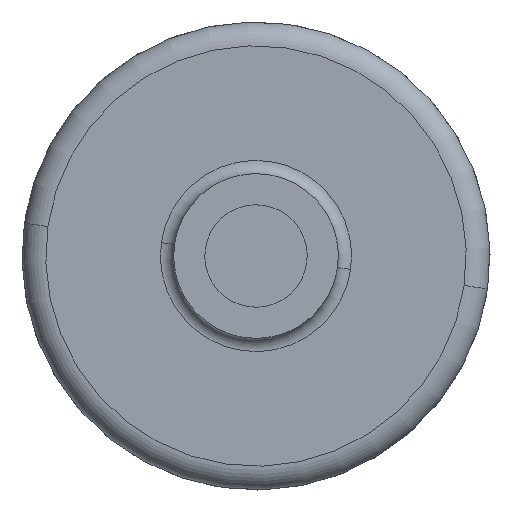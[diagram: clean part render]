
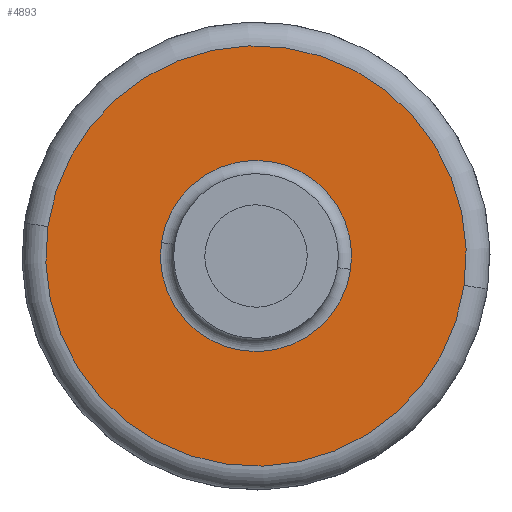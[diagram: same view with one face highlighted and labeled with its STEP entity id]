
A CAD part, left-side view. The second image highlights one B-rep face of the part: STEP entity #4893.
In plain terms, the highlighted planar face has unit normal (-1, 0, 0).
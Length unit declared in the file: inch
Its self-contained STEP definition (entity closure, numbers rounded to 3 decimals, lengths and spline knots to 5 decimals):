
#1 = VERTEX_POINT ( 'NONE', #2595 ) ;
#298 = EDGE_LOOP ( 'NONE', ( #2600, #6806 ) ) ;
#354 = DIRECTION ( 'NONE',  ( 1., 0., 0. ) ) ;
#1534 = AXIS2_PLACEMENT_3D ( 'NONE', #5226, #354, #3514 ) ;
#1537 = AXIS2_PLACEMENT_3D ( 'NONE', #6729, #2335, #2896 ) ;
#1688 = CARTESIAN_POINT ( 'NONE',  ( -0.2355, -0.39406, -0.05588 ) ) ;
#1818 = EDGE_CURVE ( 'NONE', #6496, #5041, #3591, .T. ) ;
#2045 = CARTESIAN_POINT ( 'NONE',  ( -0.2355, -0.17921, -0.02541 ) ) ;
#2225 = AXIS2_PLACEMENT_3D ( 'NONE', #3099, #5865, #3623 ) ;
#2229 = CARTESIAN_POINT ( 'NONE',  ( -0.2355, 0.39406, 0.05588 ) ) ;
#2335 = DIRECTION ( 'NONE',  ( 1., 0., 0. ) ) ;
#2595 = CARTESIAN_POINT ( 'NONE',  ( -0.2355, 0.17921, 0.02541 ) ) ;
#2600 = ORIENTED_EDGE ( 'NONE', *, *, #6359, .T. ) ;
#2896 = DIRECTION ( 'NONE',  ( 0., 0.99, 0.14 ) ) ;
#3099 = CARTESIAN_POINT ( 'NONE',  ( -0.2355, 0., 0. ) ) ;
#3183 = DIRECTION ( 'NONE',  ( -1., 0., 0. ) ) ;
#3265 = FACE_OUTER_BOUND ( 'NONE', #6587, .T. ) ;
#3514 = DIRECTION ( 'NONE',  ( 0., 0.99, 0.14 ) ) ;
#3591 = CIRCLE ( 'NONE', #2225, 0.398 ) ;
#3623 = DIRECTION ( 'NONE',  ( 0., 0.99, 0.14 ) ) ;
#3736 = PLANE ( 'NONE',  #7059 ) ;
#3866 = VERTEX_POINT ( 'NONE', #2045 ) ;
#3933 = CIRCLE ( 'NONE', #5870, 0.398 ) ;
#3963 = CIRCLE ( 'NONE', #1534, 0.181 ) ;
#4133 = EDGE_CURVE ( 'NONE', #5041, #6496, #3933, .T. ) ;
#4302 = CIRCLE ( 'NONE', #1537, 0.181 ) ;
#4357 = CARTESIAN_POINT ( 'NONE',  ( -0.2355, 0., 0. ) ) ;
#4862 = DIRECTION ( 'NONE',  ( -1., 0., 0. ) ) ;
#4893 = ADVANCED_FACE ( 'NONE', ( #5849, #3265 ), #3736, .T. ) ;
#4894 = DIRECTION ( 'NONE',  ( 0., 0.99, 0.14 ) ) ;
#5041 = VERTEX_POINT ( 'NONE', #2229 ) ;
#5226 = CARTESIAN_POINT ( 'NONE',  ( -0.2355, 0., 0. ) ) ;
#5686 = ORIENTED_EDGE ( 'NONE', *, *, #4133, .T. ) ;
#5849 = FACE_BOUND ( 'NONE', #298, .T. ) ;
#5865 = DIRECTION ( 'NONE',  ( -1., 0., 0. ) ) ;
#5870 = AXIS2_PLACEMENT_3D ( 'NONE', #4357, #4862, #4894 ) ;
#6335 = ORIENTED_EDGE ( 'NONE', *, *, #1818, .T. ) ;
#6359 = EDGE_CURVE ( 'NONE', #1, #3866, #3963, .T. ) ;
#6429 = DIRECTION ( 'NONE',  ( 0., 0.99, 0.14 ) ) ;
#6496 = VERTEX_POINT ( 'NONE', #1688 ) ;
#6531 = EDGE_CURVE ( 'NONE', #3866, #1, #4302, .T. ) ;
#6587 = EDGE_LOOP ( 'NONE', ( #5686, #6335 ) ) ;
#6729 = CARTESIAN_POINT ( 'NONE',  ( -0.2355, 0., 0. ) ) ;
#6806 = ORIENTED_EDGE ( 'NONE', *, *, #6531, .T. ) ;
#6983 = CARTESIAN_POINT ( 'NONE',  ( -0.2355, 0., 0. ) ) ;
#7059 = AXIS2_PLACEMENT_3D ( 'NONE', #6983, #3183, #6429 ) ;
